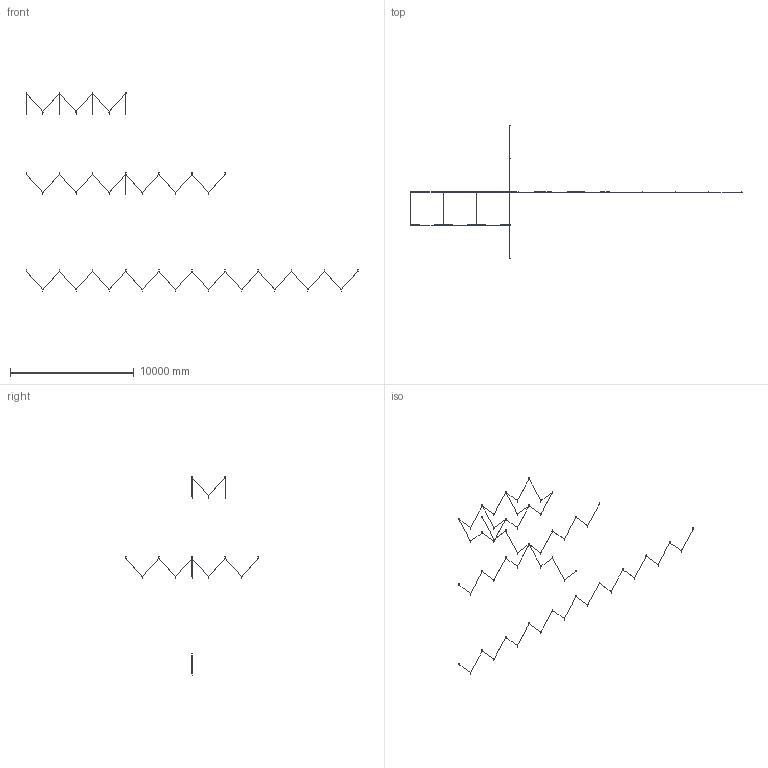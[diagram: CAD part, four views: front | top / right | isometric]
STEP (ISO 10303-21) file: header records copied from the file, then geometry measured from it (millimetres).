
FILE_DESCRIPTION(/* description */ (''),/* implementation_level */ '2;1');
FILE_NAME(/* name */ '1744.149_ALADINO',/* time_stamp */ '2023-01-17T18:42:48+01:00',/* author */ (''),/* organization */ (''),/* preprocessor_version */ 'ST-DEVELOPER v16.5',/* originating_system */ 'Rhino 7.15',/* authorisation */ '');
FILE_SCHEMA (('CONFIG_CONTROL_DESIGN'));
Length unit declared in the file: millimetre
Products named in the file (1): Document
Bounding box: 26865.55 x 10776.22 x 16137.85 mm (x, y, z)
Volume: 6743710.7 mm3; surface area: 4723248.9 mm2
Topology: 90 solids, 210 shells, 660 faces, 1650 edges, 1230 vertices
Faces by surface type: cylinder 300, plane 180, bspline 180
Entity records: 19575 total; most frequent: CARTESIAN_POINT 11104, ORIENTED_EDGE 2100, EDGE_CURVE 1200, VERTEX_POINT 810, ADVANCED_FACE 660, FACE_OUTER_BOUND 660, EDGE_LOOP 660, DIRECTION 548
